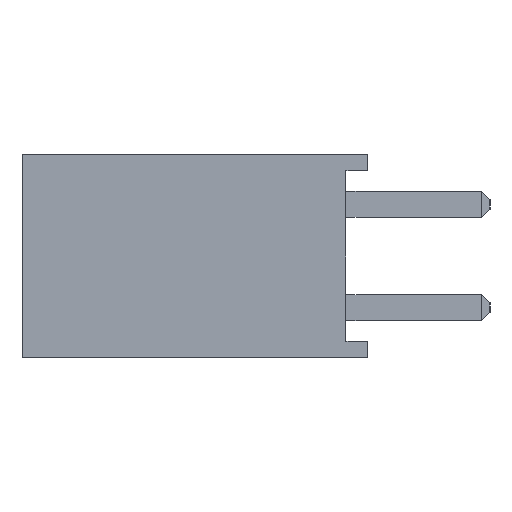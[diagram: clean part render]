
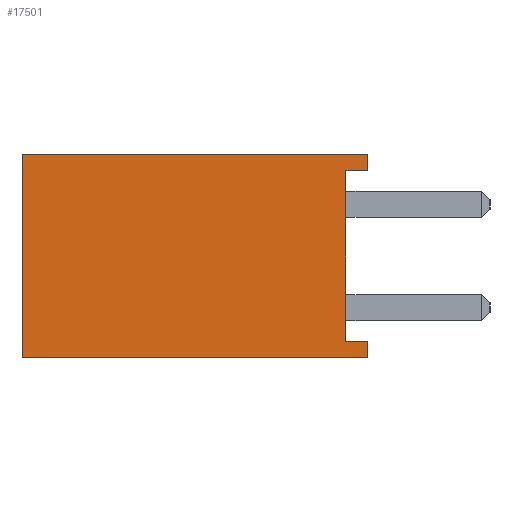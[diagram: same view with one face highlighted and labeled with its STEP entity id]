
A CAD part, left-side view. The second image highlights one B-rep face of the part: STEP entity #17501.
In plain terms, the highlighted planar face has unit normal (-1, 0, 0).
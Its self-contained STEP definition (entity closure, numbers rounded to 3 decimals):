
#117 = EDGE_CURVE ( 'NONE', #13788, #12234, #6824, .T. ) ;
#149 = FACE_OUTER_BOUND ( 'NONE', #23387, .T. ) ;
#716 = ORIENTED_EDGE ( 'NONE', *, *, #19890, .F. ) ;
#1409 = VERTEX_POINT ( 'NONE', #16685 ) ;
#1411 = VERTEX_POINT ( 'NONE', #4988 ) ;
#1666 = PLANE ( 'NONE',  #7893 ) ;
#1742 = VERTEX_POINT ( 'NONE', #25072 ) ;
#1752 = CARTESIAN_POINT ( 'NONE',  ( -1.27, 8.5, 2.5 ) ) ;
#2601 = VECTOR ( 'NONE', #14888, 1000. ) ;
#2993 = EDGE_CURVE ( 'NONE', #12234, #1409, #23682, .T. ) ;
#3617 = LINE ( 'NONE', #6108, #16139 ) ;
#3717 = CARTESIAN_POINT ( 'NONE',  ( -1.27, 0., -2.5 ) ) ;
#4836 = VERTEX_POINT ( 'NONE', #9815 ) ;
#4988 = CARTESIAN_POINT ( 'NONE',  ( -1.27, 0.54, 2.1 ) ) ;
#5352 = LINE ( 'NONE', #9685, #23954 ) ;
#5407 = ORIENTED_EDGE ( 'NONE', *, *, #117, .T. ) ;
#5458 = DIRECTION ( 'NONE',  ( 0., 0., -1. ) ) ;
#5554 = DIRECTION ( 'NONE',  ( 0., 0., 1. ) ) ;
#5630 = VERTEX_POINT ( 'NONE', #10097 ) ;
#5794 = DIRECTION ( 'NONE',  ( 1., 0., 0. ) ) ;
#6108 = CARTESIAN_POINT ( 'NONE',  ( -1.27, 0., 2.1 ) ) ;
#6235 = LINE ( 'NONE', #7219, #2601 ) ;
#6824 = LINE ( 'NONE', #24375, #16603 ) ;
#6893 = EDGE_CURVE ( 'NONE', #1742, #4836, #22189, .T. ) ;
#7219 = CARTESIAN_POINT ( 'NONE',  ( -1.27, 0., -2.1 ) ) ;
#7893 = AXIS2_PLACEMENT_3D ( 'NONE', #1752, #5794, #5458 ) ;
#8864 = DIRECTION ( 'NONE',  ( 0., -1., 0. ) ) ;
#9366 = VECTOR ( 'NONE', #16768, 1000. ) ;
#9685 = CARTESIAN_POINT ( 'NONE',  ( -1.27, 8.5, 2.5 ) ) ;
#9810 = CARTESIAN_POINT ( 'NONE',  ( -1.27, 0.54, -2.1 ) ) ;
#9815 = CARTESIAN_POINT ( 'NONE',  ( -1.27, 0., 2.5 ) ) ;
#9924 = ORIENTED_EDGE ( 'NONE', *, *, #14774, .F. ) ;
#9925 = ORIENTED_EDGE ( 'NONE', *, *, #18643, .F. ) ;
#10027 = DIRECTION ( 'NONE',  ( 0., 1., 0. ) ) ;
#10060 = LINE ( 'NONE', #11272, #16484 ) ;
#10097 = CARTESIAN_POINT ( 'NONE',  ( -1.27, 8.5, 2.5 ) ) ;
#10427 = EDGE_CURVE ( 'NONE', #1742, #1411, #3617, .T. ) ;
#11272 = CARTESIAN_POINT ( 'NONE',  ( -1.27, 8.5, 2.5 ) ) ;
#12234 = VERTEX_POINT ( 'NONE', #3717 ) ;
#13173 = DIRECTION ( 'NONE',  ( 0., 0., 1. ) ) ;
#13788 = VERTEX_POINT ( 'NONE', #17279 ) ;
#14774 = EDGE_CURVE ( 'NONE', #17289, #1409, #6235, .T. ) ;
#14888 = DIRECTION ( 'NONE',  ( 0., -1., 0. ) ) ;
#16139 = VECTOR ( 'NONE', #10027, 1000. ) ;
#16484 = VECTOR ( 'NONE', #13173, 1000. ) ;
#16493 = DIRECTION ( 'NONE',  ( 0., -1., 0. ) ) ;
#16603 = VECTOR ( 'NONE', #8864, 1000. ) ;
#16685 = CARTESIAN_POINT ( 'NONE',  ( -1.27, 0., -2.1 ) ) ;
#16768 = DIRECTION ( 'NONE',  ( 0., 0., 1. ) ) ;
#16792 = DIRECTION ( 'NONE',  ( 0., 0., -1. ) ) ;
#16944 = ORIENTED_EDGE ( 'NONE', *, *, #2993, .T. ) ;
#17279 = CARTESIAN_POINT ( 'NONE',  ( -1.27, 8.5, -2.5 ) ) ;
#17289 = VERTEX_POINT ( 'NONE', #9810 ) ;
#17501 = ADVANCED_FACE ( 'NONE', ( #149 ), #1666, .F. ) ;
#18364 = CARTESIAN_POINT ( 'NONE',  ( -1.27, 0., 2.5 ) ) ;
#18643 = EDGE_CURVE ( 'NONE', #13788, #5630, #10060, .T. ) ;
#19890 = EDGE_CURVE ( 'NONE', #5630, #4836, #5352, .T. ) ;
#20667 = CARTESIAN_POINT ( 'NONE',  ( -1.27, 0., 2.5 ) ) ;
#22189 = LINE ( 'NONE', #20667, #9366 ) ;
#22701 = CARTESIAN_POINT ( 'NONE',  ( -1.27, 0.54, 2.1 ) ) ;
#22825 = ORIENTED_EDGE ( 'NONE', *, *, #10427, .F. ) ;
#23159 = LINE ( 'NONE', #22701, #24125 ) ;
#23298 = ORIENTED_EDGE ( 'NONE', *, *, #6893, .T. ) ;
#23312 = ORIENTED_EDGE ( 'NONE', *, *, #23781, .F. ) ;
#23387 = EDGE_LOOP ( 'NONE', ( #23312, #22825, #23298, #716, #9925, #5407, #16944, #9924 ) ) ;
#23682 = LINE ( 'NONE', #18364, #25202 ) ;
#23781 = EDGE_CURVE ( 'NONE', #1411, #17289, #23159, .T. ) ;
#23954 = VECTOR ( 'NONE', #16493, 1000. ) ;
#24125 = VECTOR ( 'NONE', #16792, 1000. ) ;
#24375 = CARTESIAN_POINT ( 'NONE',  ( -1.27, 8.5, -2.5 ) ) ;
#25072 = CARTESIAN_POINT ( 'NONE',  ( -1.27, 0., 2.1 ) ) ;
#25202 = VECTOR ( 'NONE', #5554, 1000. ) ;
